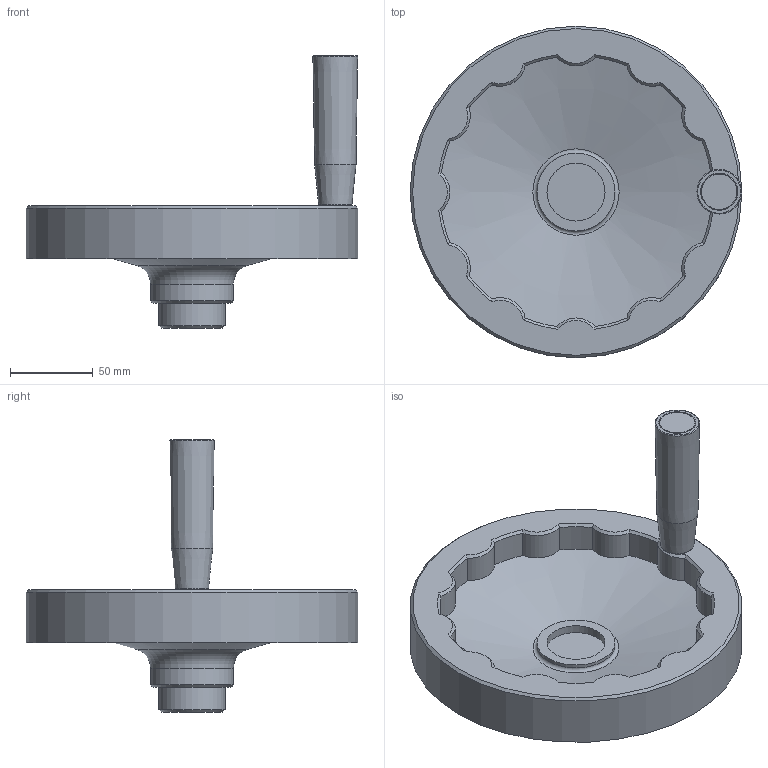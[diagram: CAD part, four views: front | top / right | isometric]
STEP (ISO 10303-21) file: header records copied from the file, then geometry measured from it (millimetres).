
FILE_DESCRIPTION( ( 'Unknown' ), '1' );
FILE_NAME( '6380020_SHA200_MEP.stp', 'Unknown', ( 'Unknown' ), ( 'Unknown' ), 'PSStep 11.0', 'Unknown', ' ' );
FILE_SCHEMA( ( 'AUTOMOTIVE_DESIGN { 1 0 10303 214 1 1 1 1 }' ) );
Length unit declared in the file: millimetre
Products named in the file (1): 1831151
Bounding box: 200 x 200 x 164.3 mm (x, y, z)
Volume: 447326.9 mm3; surface area: 154903.7 mm2
Topology: 1 solids, 4 shells, 302 faces, 740 edges, 458 vertices
Faces by surface type: plane 124, cylinder 66, cone 57, bspline 33, torus 22
Full cylindrical faces by diameter (mm): 5.1 x1, 5.3 x1, 6 x1, 8.3 x1, 8.376 x2, 8.7 x1, 9.6 x1, 10.2 x1, 10.75 x3, 13 x2, 13.06 x1, 17.28 x1, 21.6 x2, 22 x1, 35 x1, 40 x1, 47 x1, 50 x1, 190 x1, 200 x1
Entity records: 14646 total; most frequent: CARTESIAN_POINT 5629, DIRECTION 1386, ORIENTED_EDGE 1312, EDGE_CURVE 656, AXIS2_PLACEMENT_3D 585, VERTEX_POINT 435, EDGE_LOOP 377, FACE_OUTER_BOUND 340
